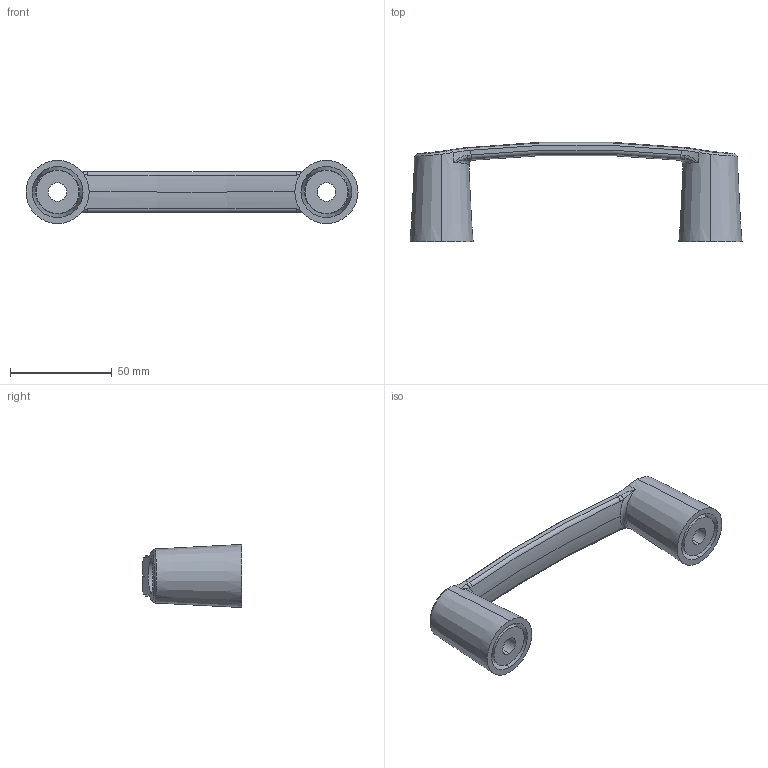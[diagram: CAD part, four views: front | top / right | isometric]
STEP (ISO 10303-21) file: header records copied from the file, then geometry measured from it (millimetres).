
FILE_DESCRIPTION(('STEP AP214'),'1');
FILE_NAME('fath_12132b85.stp','2017-05-08T07:53:54',('TraceParts'),('TraceParts S.A.'),'Spatial InterOp 3D',' ',' ');
FILE_SCHEMA(('automotive_design'));
Length unit declared in the file: millimetre
Products named in the file (1): fath_12132b85
Bounding box: 163 x 48.7 x 31 mm (x, y, z)
Volume: 52275 mm3; surface area: 27000.1 mm2
Topology: 1 solids, 1 shells, 74 faces, 186 edges, 112 vertices
Faces by surface type: bspline 20, cylinder 16, plane 16, cone 12, torus 10
Entity records: 4089 total; most frequent: CARTESIAN_POINT 1867, ORIENTED_EDGE 364, DIRECTION 298, EDGE_CURVE 182, AXIS2_PLACEMENT_3D 129, VERTEX_POINT 112, EDGE_LOOP 80, STYLED_ITEM 75
